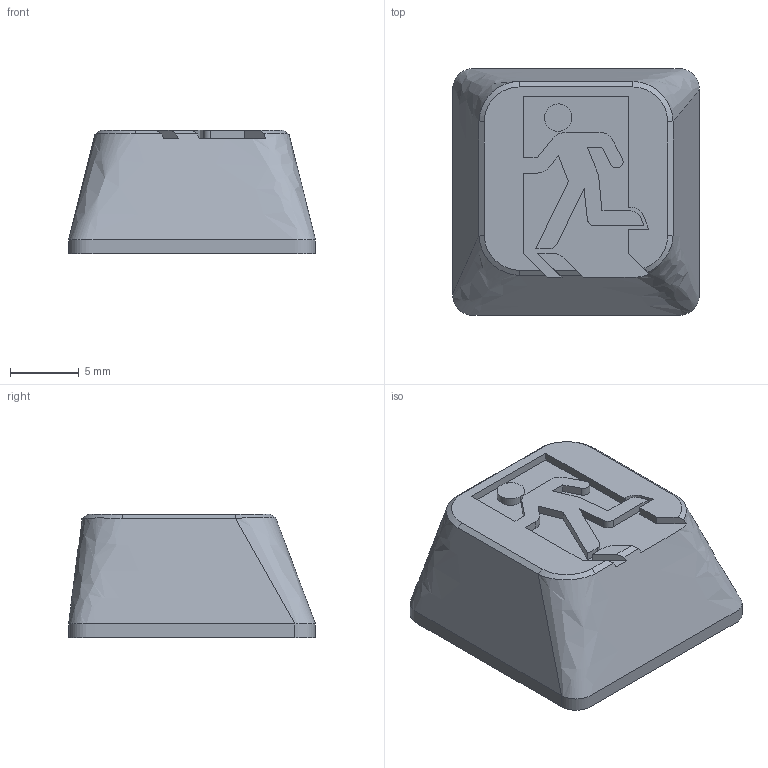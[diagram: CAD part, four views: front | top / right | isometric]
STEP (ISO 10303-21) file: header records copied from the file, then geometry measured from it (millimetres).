
FILE_DESCRIPTION(/* description */ (''),/* implementation_level */ '2;1');
FILE_NAME(/* name */ 'cap_E001',/* time_stamp */ '2024-04-12T16:56:34+09:00',/* author */ (''),/* organization */ (''),/* preprocessor_version */ 'ST-DEVELOPER v19.2',/* originating_system */ 'Rhino 8.5',/* authorisation */ '');
FILE_SCHEMA (('CONFIG_CONTROL_DESIGN'));
Length unit declared in the file: millimetre
Products named in the file (1): Document
Bounding box: 18 x 18 x 9 mm (x, y, z)
Volume: 1208.9 mm3; surface area: 1529.2 mm2
Topology: 1 solids, 1 shells, 100 faces, 268 edges, 173 vertices
Faces by surface type: plane 73, bspline 22, cylinder 5
Entity records: 3309 total; most frequent: CARTESIAN_POINT 1395, ORIENTED_EDGE 536, EDGE_CURVE 268, B_SPLINE_CURVE_WITH_KNOTS 230, VERTEX_POINT 173, DIRECTION 107, EDGE_LOOP 103, ADVANCED_FACE 100
